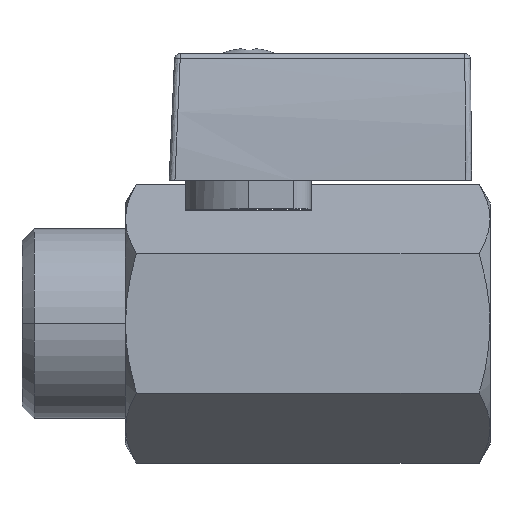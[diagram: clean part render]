
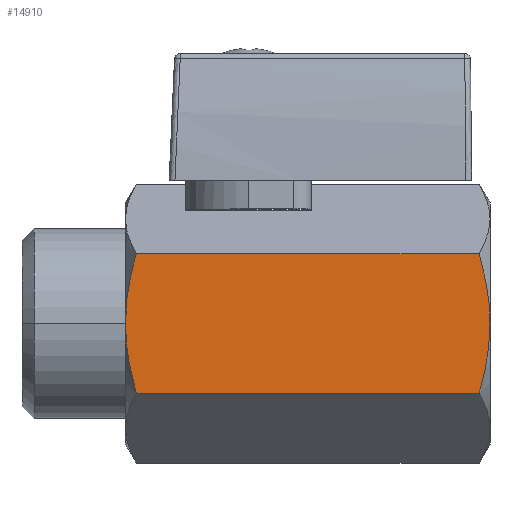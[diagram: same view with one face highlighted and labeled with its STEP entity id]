
A CAD part, top view. The second image highlights one B-rep face of the part: STEP entity #14910.
In plain terms, the highlighted planar face has unit normal (0, 0, 1).
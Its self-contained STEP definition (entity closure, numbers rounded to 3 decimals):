
#251 = VECTOR ( 'NONE', #2212, 1000. ) ;
#303 = B_SPLINE_CURVE_WITH_KNOTS ( 'NONE', 3,
 ( #6680, #6681, #6695, #6667, #6694, #6618 ),
 .UNSPECIFIED., .F., .F.,
 ( 4, 2, 4 ),
 ( 0.033, 0.036, 0.039 ),
 .UNSPECIFIED. ) ;
#358 = EDGE_CURVE ( 'NONE', #4238, #4269, #303, .T. ) ;
#477 = EDGE_CURVE ( 'NONE', #4100, #4109, #6532, .T. ) ;
#572 = EDGE_CURVE ( 'NONE', #4269, #4100, #6329, .T. ) ;
#592 = EDGE_CURVE ( 'NONE', #4109, #4259, #6541, .T. ) ;
#626 = EDGE_CURVE ( 'NONE', #4020, #4238, #6546, .T. ) ;
#835 = EDGE_CURVE ( 'NONE', #4020, #4259, #8428, .T. ) ;
#1766 = CARTESIAN_POINT ( 'NONE',  ( -10.7, 0., 10.5 ) ) ;
#1768 = CARTESIAN_POINT ( 'NONE',  ( -10.527, 2.572, 10.5 ) ) ;
#1769 = CARTESIAN_POINT ( 'NONE',  ( -10.281, 4.089, 10.5 ) ) ;
#1770 = CARTESIAN_POINT ( 'NONE',  ( -9.762, 6.062, 10.5 ) ) ;
#1775 = CARTESIAN_POINT ( 'NONE',  ( -10.7, 0.513, 10.5 ) ) ;
#1776 = CARTESIAN_POINT ( 'NONE',  ( -10.591, 2.062, 10.5 ) ) ;
#1867 = CARTESIAN_POINT ( 'NONE',  ( -10.045, 5.082, 10.5 ) ) ;
#1869 = CARTESIAN_POINT ( 'NONE',  ( -10.678, 1.03, 10.5 ) ) ;
#1874 = CARTESIAN_POINT ( 'NONE',  ( 20.827, 2.571, 10.5 ) ) ;
#1875 = CARTESIAN_POINT ( 'NONE',  ( 20.345, 5.082, 10.5 ) ) ;
#1876 = CARTESIAN_POINT ( 'NONE',  ( 20.062, 6.062, 10.5 ) ) ;
#1877 = CARTESIAN_POINT ( 'NONE',  ( 20.581, 4.089, 10.5 ) ) ;
#1884 = CARTESIAN_POINT ( 'NONE',  ( 21., 0., 10.5 ) ) ;
#1885 = CARTESIAN_POINT ( 'NONE',  ( 21., 0.513, 10.5 ) ) ;
#1886 = CARTESIAN_POINT ( 'NONE',  ( 20.978, 1.027, 10.5 ) ) ;
#1887 = CARTESIAN_POINT ( 'NONE',  ( 20.892, 2.06, 10.5 ) ) ;
#2212 = DIRECTION ( 'NONE',  ( -1., 0., 0. ) ) ;
#2216 = CARTESIAN_POINT ( 'NONE',  ( -9.762, -6.062, 10.5 ) ) ;
#2217 = CARTESIAN_POINT ( 'NONE',  ( -10.047, -5.075, 10.5 ) ) ;
#2218 = CARTESIAN_POINT ( 'NONE',  ( -10.286, -4.066, 10.5 ) ) ;
#2381 = CARTESIAN_POINT ( 'NONE',  ( 21., -6.062, 10.5 ) ) ;
#2388 = CARTESIAN_POINT ( 'NONE',  ( -10.612, -2.044, 10.5 ) ) ;
#2389 = CARTESIAN_POINT ( 'NONE',  ( -10.7, 0., 10.5 ) ) ;
#2390 = CARTESIAN_POINT ( 'NONE',  ( -10.7, -1.026, 10.5 ) ) ;
#2734 = EDGE_LOOP ( 'NONE', ( #4603, #4605, #4604, #4606, #4607, #4609 ) ) ;
#4020 = VERTEX_POINT ( 'NONE', #8181 ) ;
#4100 = VERTEX_POINT ( 'NONE', #8261 ) ;
#4109 = VERTEX_POINT ( 'NONE', #8270 ) ;
#4238 = VERTEX_POINT ( 'NONE', #8399 ) ;
#4259 = VERTEX_POINT ( 'NONE', #8420 ) ;
#4269 = VERTEX_POINT ( 'NONE', #9577 ) ;
#4603 = ORIENTED_EDGE ( 'NONE', *, *, #626, .F. ) ;
#4604 = ORIENTED_EDGE ( 'NONE', *, *, #592, .F. ) ;
#4605 = ORIENTED_EDGE ( 'NONE', *, *, #835, .T. ) ;
#4606 = ORIENTED_EDGE ( 'NONE', *, *, #477, .F. ) ;
#4607 = ORIENTED_EDGE ( 'NONE', *, *, #572, .F. ) ;
#4609 = ORIENTED_EDGE ( 'NONE', *, *, #358, .F. ) ;
#6329 = LINE ( 'NONE', #2381, #251 ) ;
#6532 = B_SPLINE_CURVE_WITH_KNOTS ( 'NONE', 3,
 ( #2216, #2217, #2218, #2388, #2390, #2389 ),
 .UNSPECIFIED., .F., .F.,
 ( 4, 2, 4 ),
 ( 0.011, 0.014, 0.017 ),
 .UNSPECIFIED. ) ;
#6541 = B_SPLINE_CURVE_WITH_KNOTS ( 'NONE', 3,
 ( #1766, #1775, #1869, #1776, #1768, #1769, #1867, #1770 ),
 .UNSPECIFIED., .F., .F.,
 ( 4, 2, 2, 4 ),
 ( 0.017, 0.019, 0.021, 0.024 ),
 .UNSPECIFIED. ) ;
#6546 = B_SPLINE_CURVE_WITH_KNOTS ( 'NONE', 3,
 ( #1876, #1875, #1877, #1874, #1887, #1886, #1885, #1884 ),
 .UNSPECIFIED., .F., .F.,
 ( 4, 2, 2, 4 ),
 ( 0.027, 0.03, 0.032, 0.033 ),
 .UNSPECIFIED. ) ;
#6618 = CARTESIAN_POINT ( 'NONE',  ( 20.062, -6.062, 10.5 ) ) ;
#6667 = CARTESIAN_POINT ( 'NONE',  ( 20.586, -4.066, 10.5 ) ) ;
#6680 = CARTESIAN_POINT ( 'NONE',  ( 21., 0., 10.5 ) ) ;
#6681 = CARTESIAN_POINT ( 'NONE',  ( 21., -1.025, 10.5 ) ) ;
#6694 = CARTESIAN_POINT ( 'NONE',  ( 20.347, -5.076, 10.5 ) ) ;
#6695 = CARTESIAN_POINT ( 'NONE',  ( 20.912, -2.043, 10.5 ) ) ;
#6817 = VECTOR ( 'NONE', #7442, 1000. ) ;
#7441 = CARTESIAN_POINT ( 'NONE',  ( 21., 6.062, 10.5 ) ) ;
#7442 = DIRECTION ( 'NONE',  ( -1., 0., 0. ) ) ;
#8181 = CARTESIAN_POINT ( 'NONE',  ( 20.062, 6.062, 10.5 ) ) ;
#8261 = CARTESIAN_POINT ( 'NONE',  ( -9.762, -6.062, 10.5 ) ) ;
#8270 = CARTESIAN_POINT ( 'NONE',  ( -10.7, 0., 10.5 ) ) ;
#8399 = CARTESIAN_POINT ( 'NONE',  ( 21., 0., 10.5 ) ) ;
#8420 = CARTESIAN_POINT ( 'NONE',  ( -9.762, 6.062, 10.5 ) ) ;
#8428 = LINE ( 'NONE', #7441, #6817 ) ;
#9368 = FACE_OUTER_BOUND ( 'NONE', #2734, .T. ) ;
#9577 = CARTESIAN_POINT ( 'NONE',  ( 20.062, -6.062, 10.5 ) ) ;
#11152 = AXIS2_PLACEMENT_3D ( 'NONE', #13442, #13443, #13444 ) ;
#13441 = PLANE ( 'NONE',  #11152 ) ;
#13442 = CARTESIAN_POINT ( 'NONE',  ( 21., 6.062, 10.5 ) ) ;
#13443 = DIRECTION ( 'NONE',  ( 0., 0., -1. ) ) ;
#13444 = DIRECTION ( 'NONE',  ( 0., 1., 0. ) ) ;
#14910 = ADVANCED_FACE ( 'NONE', ( #9368 ), #13441, .F. ) ;
